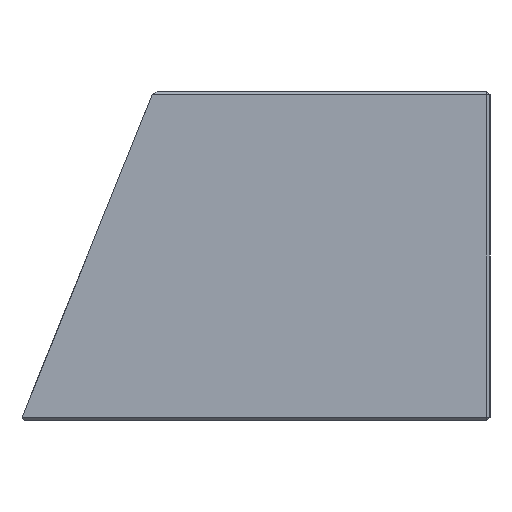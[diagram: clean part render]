
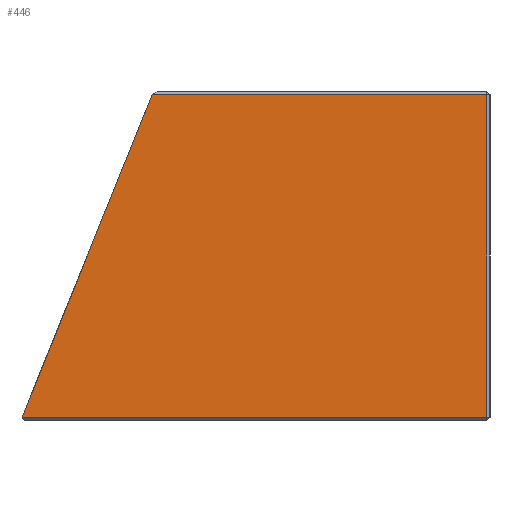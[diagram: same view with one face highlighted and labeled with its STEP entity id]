
A CAD part, left-side view. The second image highlights one B-rep face of the part: STEP entity #446.
In plain terms, the highlighted planar face has unit normal (-1, 0, 0).
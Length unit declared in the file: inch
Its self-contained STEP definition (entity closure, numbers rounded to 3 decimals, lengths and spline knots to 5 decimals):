
#52=FACE_OUTER_BOUND('',#83,.T.);
#83=EDGE_LOOP('',(#352,#353,#354,#355));
#105=LINE('',#661,#154);
#116=LINE('',#684,#165);
#144=LINE('',#734,#193);
#145=LINE('',#736,#194);
#154=VECTOR('',#527,0.3937);
#165=VECTOR('',#546,0.3937);
#193=VECTOR('',#596,0.3937);
#194=VECTOR('',#599,0.3937);
#201=VERTEX_POINT('',#654);
#203=VERTEX_POINT('',#660);
#210=VERTEX_POINT('',#679);
#211=VERTEX_POINT('',#683);
#235=EDGE_CURVE('',#201,#203,#105,.T.);
#246=EDGE_CURVE('',#211,#210,#116,.T.);
#274=EDGE_CURVE('',#210,#201,#144,.T.);
#275=EDGE_CURVE('',#211,#203,#145,.T.);
#352=ORIENTED_EDGE('',*,*,#235,.F.);
#353=ORIENTED_EDGE('',*,*,#274,.F.);
#354=ORIENTED_EDGE('',*,*,#246,.F.);
#355=ORIENTED_EDGE('',*,*,#275,.T.);
#419=PLANE('',#492);
#446=ADVANCED_FACE('',(#52),#419,.F.);
#492=AXIS2_PLACEMENT_3D('',#735,#597,#598);
#527=DIRECTION('',(0.,1.,0.));
#546=DIRECTION('',(0.,-1.,0.));
#596=DIRECTION('',(0.,0.,-1.));
#597=DIRECTION('center_axis',(1.,0.,0.));
#598=DIRECTION('ref_axis',(0.,1.,0.));
#599=DIRECTION('',(0.,0.375,-0.927));
#654=CARTESIAN_POINT('',(0.,-0.99,0.01));
#660=CARTESIAN_POINT('',(0.,0.3911,0.01));
#661=CARTESIAN_POINT('',(0.,-0.65122,0.01));
#679=CARTESIAN_POINT('',(0.,-0.99,0.968));
#683=CARTESIAN_POINT('',(0.,0.00404,0.968));
#684=CARTESIAN_POINT('',(0.,-0.15122,0.968));
#734=CARTESIAN_POINT('',(0.,-0.99,0.7335));
#735=CARTESIAN_POINT('Origin',(0.,-0.30243,0.489));
#736=CARTESIAN_POINT('',(0.,0.,0.978));
